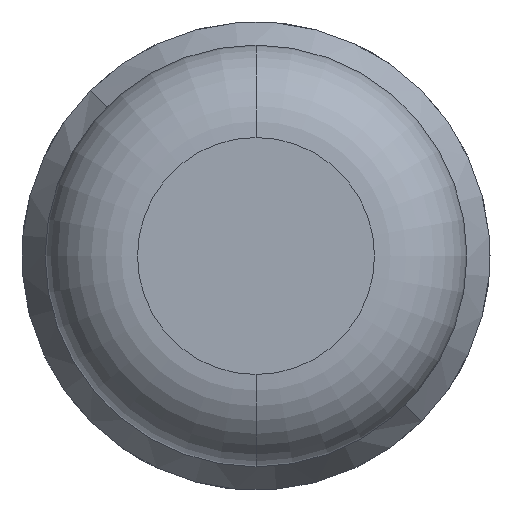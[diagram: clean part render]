
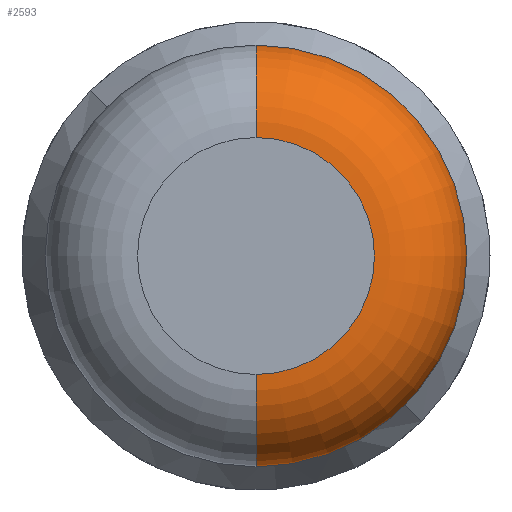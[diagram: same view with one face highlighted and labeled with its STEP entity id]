
A CAD part, front view. The second image highlights one B-rep face of the part: STEP entity #2593.
In plain terms, the highlighted toroidal (fillet/blend) face has major radius 0.385 mm and minor radius 0.3 mm.
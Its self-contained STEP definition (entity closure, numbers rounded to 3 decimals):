
#35 = AXIS2_PLACEMENT_3D ( 'NONE', #1399, #2293, #2348 ) ;
#50 = CARTESIAN_POINT ( 'NONE',  ( 0., -18.5, -0.385 ) ) ;
#251 = FACE_OUTER_BOUND ( 'NONE', #454, .T. ) ;
#449 = CARTESIAN_POINT ( 'NONE',  ( 0., -18.2, 0.685 ) ) ;
#450 = CARTESIAN_POINT ( 'NONE',  ( 0., -18.2, 0.385 ) ) ;
#454 = EDGE_LOOP ( 'NONE', ( #1888, #1244, #3639, #3762 ) ) ;
#457 = DIRECTION ( 'NONE',  ( 0., 0., 1. ) ) ;
#489 = CARTESIAN_POINT ( 'NONE',  ( 0., -18.2, -0.685 ) ) ;
#619 = AXIS2_PLACEMENT_3D ( 'NONE', #3757, #3768, #751 ) ;
#632 = CIRCLE ( 'NONE', #1447, 0.3 ) ;
#699 = DIRECTION ( 'NONE',  ( 0., 1., 0. ) ) ;
#751 = DIRECTION ( 'NONE',  ( 0., 0., 1. ) ) ;
#1244 = ORIENTED_EDGE ( 'NONE', *, *, #3375, .T. ) ;
#1328 = EDGE_CURVE ( 'Defeature ausgef�hrt1_2+Defeature ausgef�hrt1_3+Defeature ausgef�hrt1_3+Defeature ausgef�hrt1_3', #3689, #1763, #3920, .T. ) ;
#1379 = VERTEX_POINT ( 'NONE', #449 ) ;
#1399 = CARTESIAN_POINT ( 'NONE',  ( 0., -18.2, -0.385 ) ) ;
#1447 = AXIS2_PLACEMENT_3D ( 'NONE', #450, #3221, #2857 ) ;
#1763 = VERTEX_POINT ( 'NONE', #3612 ) ;
#1888 = ORIENTED_EDGE ( 'NONE', *, *, #1328, .F. ) ;
#1989 = EDGE_CURVE ( 'NONE', #1763, #1379, #632, .T. ) ;
#2238 = DIRECTION ( 'NONE',  ( 0., 0., 1. ) ) ;
#2293 = DIRECTION ( 'NONE',  ( 1., 0., 0. ) ) ;
#2348 = DIRECTION ( 'NONE',  ( 0., 0., -1. ) ) ;
#2593 = ADVANCED_FACE ( 'Defeature ausgef�hrt1_3', ( #251 ), #3536, .T. ) ;
#2731 = VERTEX_POINT ( 'NONE', #489 ) ;
#2747 = CIRCLE ( 'NONE', #35, 0.3 ) ;
#2852 = DIRECTION ( 'NONE',  ( 0., 1., 0. ) ) ;
#2857 = DIRECTION ( 'NONE',  ( 0., 0., 1. ) ) ;
#3067 = AXIS2_PLACEMENT_3D ( 'NONE', #3780, #2852, #2238 ) ;
#3221 = DIRECTION ( 'NONE',  ( -1., 0., 0. ) ) ;
#3307 = EDGE_CURVE ( 'Defeature ausgef�hrt1_1+Defeature ausgef�hrt1_3+Defeature ausgef�hrt1_3+Defeature ausgef�hrt1_3', #1379, #2731, #3549, .T. ) ;
#3370 = AXIS2_PLACEMENT_3D ( 'NONE', #3441, #699, #457 ) ;
#3375 = EDGE_CURVE ( 'NONE', #3689, #2731, #2747, .T. ) ;
#3441 = CARTESIAN_POINT ( 'NONE',  ( 0., -18.2, 0. ) ) ;
#3536 = TOROIDAL_SURFACE ( 'NONE', #3067, 0.385, 0.3 ) ;
#3549 = CIRCLE ( 'NONE', #3370, 0.685 ) ;
#3612 = CARTESIAN_POINT ( 'NONE',  ( 0., -18.5, 0.385 ) ) ;
#3639 = ORIENTED_EDGE ( 'NONE', *, *, #3307, .F. ) ;
#3689 = VERTEX_POINT ( 'NONE', #50 ) ;
#3757 = CARTESIAN_POINT ( 'NONE',  ( 0., -18.5, 0. ) ) ;
#3762 = ORIENTED_EDGE ( 'NONE', *, *, #1989, .F. ) ;
#3768 = DIRECTION ( 'NONE',  ( 0., -1., 0. ) ) ;
#3780 = CARTESIAN_POINT ( 'NONE',  ( 0., -18.2, 0. ) ) ;
#3920 = CIRCLE ( 'NONE', #619, 0.385 ) ;
